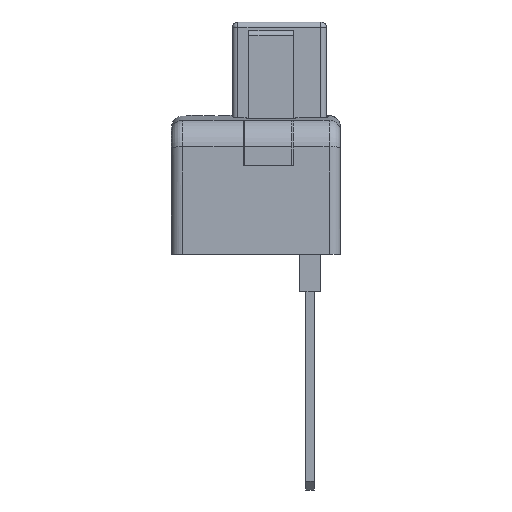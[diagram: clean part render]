
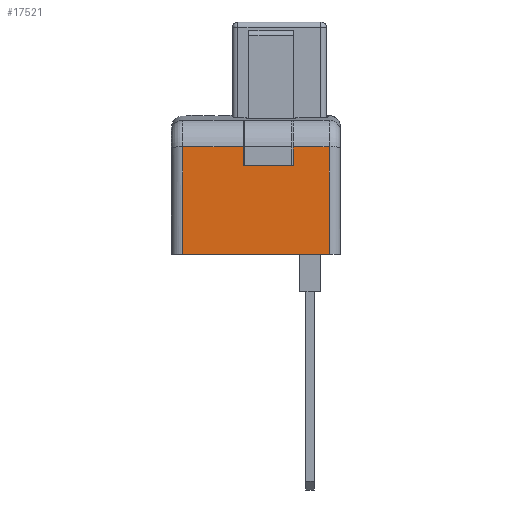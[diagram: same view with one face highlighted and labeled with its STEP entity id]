
A CAD part, front view. The second image highlights one B-rep face of the part: STEP entity #17521.
In plain terms, the highlighted planar face has unit normal (0, -1, 0).
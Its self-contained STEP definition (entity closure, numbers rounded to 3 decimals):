
#4208 = DIRECTION ( 'NONE',  ( -1., 0., 0. ) ) ;
#4209 = VECTOR ( 'NONE', #4208, 1000. ) ;
#4210 = CARTESIAN_POINT ( 'NONE',  ( 31., -40.527, -19.886 ) ) ;
#4211 = LINE ( 'NONE', #4210, #4209 ) ;
#4236 = CARTESIAN_POINT ( 'NONE',  ( 2.5, -40.527, -19.886 ) ) ;
#4241 = CARTESIAN_POINT ( 'NONE',  ( 29., -40.527, -19.886 ) ) ;
#6737 = CARTESIAN_POINT ( 'NONE',  ( 22.5, -40.527, -3.886 ) ) ;
#6905 = CARTESIAN_POINT ( 'NONE',  ( 22.5, -40.527, -0.463 ) ) ;
#6906 = DIRECTION ( 'NONE',  ( 0., 0., -1. ) ) ;
#6907 = VECTOR ( 'NONE', #6906, 1000. ) ;
#6908 = CARTESIAN_POINT ( 'NONE',  ( 22.5, -40.527, -19.886 ) ) ;
#6910 = LINE ( 'NONE', #6908, #6907 ) ;
#6944 = CARTESIAN_POINT ( 'NONE',  ( 13.5, -40.527, -3.886 ) ) ;
#6946 = DIRECTION ( 'NONE',  ( 0., 0., 1. ) ) ;
#6948 = VECTOR ( 'NONE', #6946, 1000. ) ;
#6949 = CARTESIAN_POINT ( 'NONE',  ( 13.5, -40.527, -19.886 ) ) ;
#6950 = LINE ( 'NONE', #6949, #6948 ) ;
#7033 = CARTESIAN_POINT ( 'NONE',  ( 13.5, -40.527, -0.463 ) ) ;
#8654 = DIRECTION ( 'NONE',  ( -1., 0., 0. ) ) ;
#8655 = VECTOR ( 'NONE', #8654, 1000. ) ;
#8656 = CARTESIAN_POINT ( 'NONE',  ( 31., -40.527, -0.463 ) ) ;
#8657 = LINE ( 'NONE', #8656, #8655 ) ;
#8680 = DIRECTION ( 'NONE',  ( 1., 0., 0. ) ) ;
#8681 = VECTOR ( 'NONE', #8680, 1000. ) ;
#8682 = CARTESIAN_POINT ( 'NONE',  ( 31., -40.527, -3.886 ) ) ;
#8683 = LINE ( 'NONE', #8682, #8681 ) ;
#8759 = CARTESIAN_POINT ( 'NONE',  ( 2.5, -40.527, -0.463 ) ) ;
#8773 = CARTESIAN_POINT ( 'NONE',  ( 29., -40.527, -0.463 ) ) ;
#8774 = DIRECTION ( 'NONE',  ( 0., 0., 1. ) ) ;
#8775 = VECTOR ( 'NONE', #8774, 1000. ) ;
#8777 = CARTESIAN_POINT ( 'NONE',  ( 29., -40.527, -19.886 ) ) ;
#8778 = LINE ( 'NONE', #8777, #8775 ) ;
#9214 = LINE ( 'NONE', #9282, #9281 ) ;
#9240 = AXIS2_PLACEMENT_3D ( 'NONE', #9329, #9328, #9327 ) ;
#9244 = PLANE ( 'NONE',  #9240 ) ;
#9270 = FACE_OUTER_BOUND ( 'NONE', #17516, .T. ) ;
#9280 = DIRECTION ( 'NONE',  ( 0., 0., -1. ) ) ;
#9281 = VECTOR ( 'NONE', #9280, 1000. ) ;
#9282 = CARTESIAN_POINT ( 'NONE',  ( 2.5, -40.527, -19.886 ) ) ;
#9312 = DIRECTION ( 'NONE',  ( -1., 0., 0. ) ) ;
#9313 = VECTOR ( 'NONE', #9312, 1000. ) ;
#9315 = CARTESIAN_POINT ( 'NONE',  ( 31., -40.527, -0.463 ) ) ;
#9317 = LINE ( 'NONE', #9315, #9313 ) ;
#9327 = DIRECTION ( 'NONE',  ( 0., 0., -1. ) ) ;
#9328 = DIRECTION ( 'NONE',  ( 0., -1., 0. ) ) ;
#9329 = CARTESIAN_POINT ( 'NONE',  ( 31., -40.527, -19.886 ) ) ;
#15941 = EDGE_CURVE ( 'NONE', #15946, #15950, #4211, .T. ) ;
#15946 = VERTEX_POINT ( 'NONE', #4241 ) ;
#15950 = VERTEX_POINT ( 'NONE', #4236 ) ;
#16153 = VERTEX_POINT ( 'NONE', #6737 ) ;
#16190 = EDGE_CURVE ( 'NONE', #16191, #16153, #6910, .T. ) ;
#16191 = VERTEX_POINT ( 'NONE', #6905 ) ;
#16202 = EDGE_CURVE ( 'NONE', #16203, #16211, #6950, .T. ) ;
#16203 = VERTEX_POINT ( 'NONE', #6944 ) ;
#16211 = VERTEX_POINT ( 'NONE', #7033 ) ;
#17355 = EDGE_CURVE ( 'NONE', #17376, #16191, #8657, .T. ) ;
#17356 = ORIENTED_EDGE ( 'NONE', *, *, #16190, .T. ) ;
#17366 = EDGE_CURVE ( 'NONE', #16203, #16153, #8683, .T. ) ;
#17367 = ORIENTED_EDGE ( 'NONE', *, *, #16202, .T. ) ;
#17374 = ORIENTED_EDGE ( 'NONE', *, *, #17375, .T. ) ;
#17375 = EDGE_CURVE ( 'NONE', #15946, #17376, #8778, .T. ) ;
#17376 = VERTEX_POINT ( 'NONE', #8773 ) ;
#17377 = ORIENTED_EDGE ( 'NONE', *, *, #17355, .T. ) ;
#17382 = VERTEX_POINT ( 'NONE', #8759 ) ;
#17383 = ORIENTED_EDGE ( 'NONE', *, *, #17517, .T. ) ;
#17516 = EDGE_LOOP ( 'NONE', ( #17522, #17367, #17529, #17383, #17518, #17374, #17377, #17356 ) ) ;
#17517 = EDGE_CURVE ( 'NONE', #17382, #15950, #9214, .T. ) ;
#17518 = ORIENTED_EDGE ( 'NONE', *, *, #15941, .F. ) ;
#17521 = ADVANCED_FACE ( 'NONE', ( #9270 ), #9244, .T. ) ;
#17522 = ORIENTED_EDGE ( 'NONE', *, *, #17366, .F. ) ;
#17529 = ORIENTED_EDGE ( 'NONE', *, *, #17530, .T. ) ;
#17530 = EDGE_CURVE ( 'NONE', #16211, #17382, #9317, .T. ) ;
